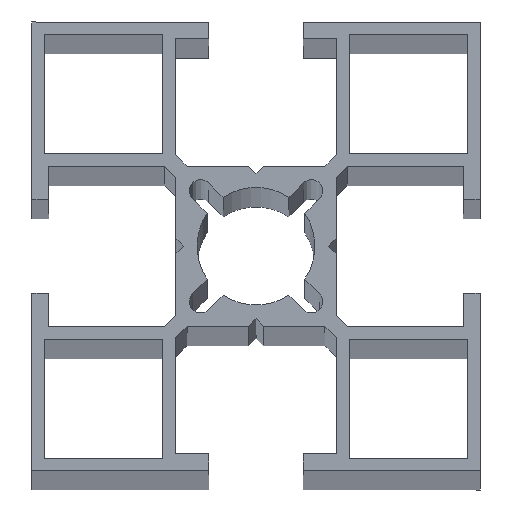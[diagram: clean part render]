
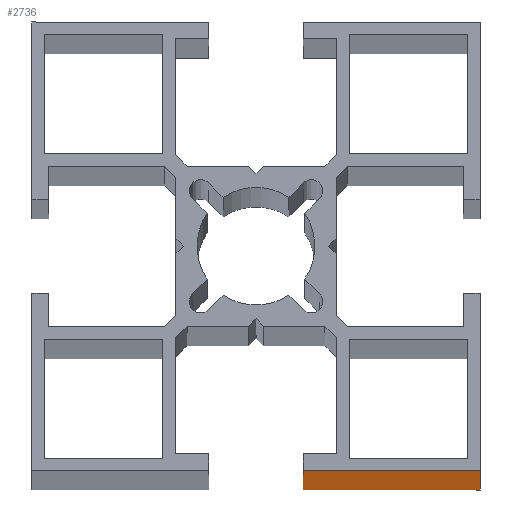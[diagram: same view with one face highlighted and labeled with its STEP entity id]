
A CAD part, top view. The second image highlights one B-rep face of the part: STEP entity #2736.
In plain terms, the highlighted planar face has unit normal (0, -1, 0).
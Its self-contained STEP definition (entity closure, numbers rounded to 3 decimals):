
#18 = ORIENTED_EDGE ( 'NONE', *, *, #202, .F. ) ;
#142 = CARTESIAN_POINT ( 'NONE',  ( 20., -20., 1000. ) ) ;
#202 = EDGE_CURVE ( 'NONE', #1435, #1648, #576, .T. ) ;
#251 = EDGE_LOOP ( 'NONE', ( #18, #1469, #1743, #1375 ) ) ;
#282 = DIRECTION ( 'NONE',  ( 0., -1., 0. ) ) ;
#519 = FACE_OUTER_BOUND ( 'NONE', #251, .T. ) ;
#576 = LINE ( 'NONE', #840, #2816 ) ;
#642 = CARTESIAN_POINT ( 'NONE',  ( 4.2, -20., 1000. ) ) ;
#840 = CARTESIAN_POINT ( 'NONE',  ( 0., -20., 0. ) ) ;
#928 = VERTEX_POINT ( 'NONE', #1316 ) ;
#1069 = CARTESIAN_POINT ( 'NONE',  ( 0., -20., 1000. ) ) ;
#1122 = EDGE_CURVE ( 'NONE', #1901, #1648, #2114, .T. ) ;
#1144 = EDGE_CURVE ( 'NONE', #928, #1901, #3109, .T. ) ;
#1156 = CARTESIAN_POINT ( 'NONE',  ( 4.2, -20., 0. ) ) ;
#1303 = VECTOR ( 'NONE', #2189, 1000. ) ;
#1316 = CARTESIAN_POINT ( 'NONE',  ( 20., -20., 1000. ) ) ;
#1327 = CARTESIAN_POINT ( 'NONE',  ( 20., -20., 0. ) ) ;
#1375 = ORIENTED_EDGE ( 'NONE', *, *, #1122, .T. ) ;
#1435 = VERTEX_POINT ( 'NONE', #1327 ) ;
#1469 = ORIENTED_EDGE ( 'NONE', *, *, #2382, .F. ) ;
#1628 = DIRECTION ( 'NONE',  ( 0., 0., -1. ) ) ;
#1648 = VERTEX_POINT ( 'NONE', #1156 ) ;
#1743 = ORIENTED_EDGE ( 'NONE', *, *, #1144, .T. ) ;
#1763 = VECTOR ( 'NONE', #1628, 1000. ) ;
#1817 = DIRECTION ( 'NONE',  ( 1., 0., 0. ) ) ;
#1824 = DIRECTION ( 'NONE',  ( -1., 0., 0. ) ) ;
#1901 = VERTEX_POINT ( 'NONE', #2108 ) ;
#2108 = CARTESIAN_POINT ( 'NONE',  ( 4.2, -20., 1000. ) ) ;
#2114 = LINE ( 'NONE', #642, #1763 ) ;
#2189 = DIRECTION ( 'NONE',  ( -1., 0., 0. ) ) ;
#2217 = VECTOR ( 'NONE', #2570, 1000. ) ;
#2295 = PLANE ( 'NONE',  #2553 ) ;
#2382 = EDGE_CURVE ( 'NONE', #928, #1435, #2808, .T. ) ;
#2553 = AXIS2_PLACEMENT_3D ( 'NONE', #1069, #282, #1817 ) ;
#2570 = DIRECTION ( 'NONE',  ( 0., 0., -1. ) ) ;
#2736 = ADVANCED_FACE ( 'NONE', ( #519 ), #2295, .T. ) ;
#2808 = LINE ( 'NONE', #142, #2217 ) ;
#2816 = VECTOR ( 'NONE', #1824, 1000. ) ;
#2888 = CARTESIAN_POINT ( 'NONE',  ( 0., -20., 1000. ) ) ;
#3109 = LINE ( 'NONE', #2888, #1303 ) ;
